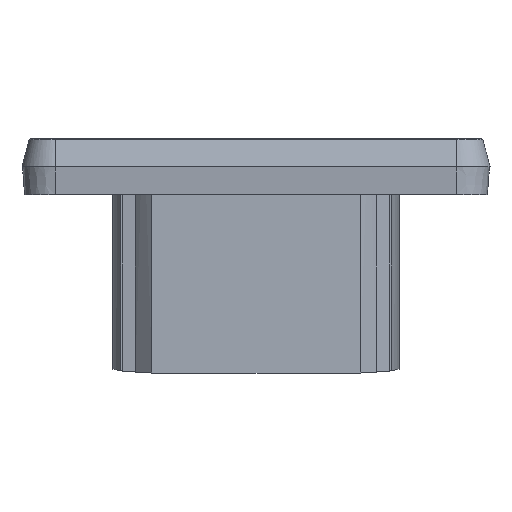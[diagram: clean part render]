
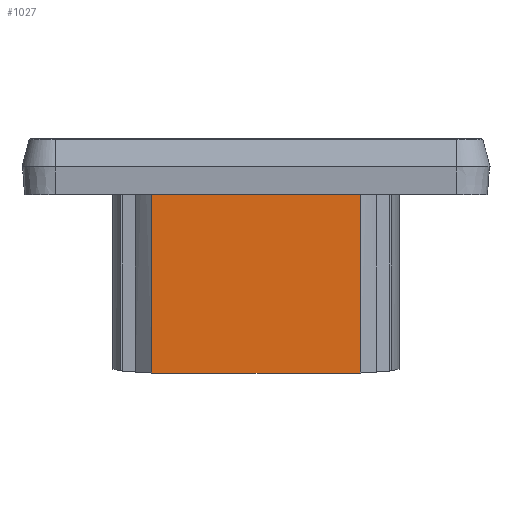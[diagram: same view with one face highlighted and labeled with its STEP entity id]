
A CAD part, front view. The second image highlights one B-rep face of the part: STEP entity #1027.
In plain terms, the highlighted planar face has unit normal (0, -1, 0).
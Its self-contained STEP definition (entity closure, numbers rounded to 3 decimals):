
#305 = VERTEX_POINT ( 'NONE', #3238 ) ;
#410 = LINE ( 'NONE', #5852, #7056 ) ;
#554 = CARTESIAN_POINT ( 'NONE',  ( -18.667, -21.8, -32.001 ) ) ;
#803 = VECTOR ( 'NONE', #4519, 1000. ) ;
#1027 = ADVANCED_FACE ( 'NONE', ( #10595 ), #1052, .T. ) ;
#1052 = PLANE ( 'NONE',  #10929 ) ;
#1116 = DIRECTION ( 'NONE',  ( 0., -1., 0. ) ) ;
#2523 = CARTESIAN_POINT ( 'NONE',  ( 18.667, -21.8, 0. ) ) ;
#2564 = VECTOR ( 'NONE', #10289, 1000. ) ;
#3238 = CARTESIAN_POINT ( 'NONE',  ( -18.667, -21.8, 0. ) ) ;
#3256 = ORIENTED_EDGE ( 'NONE', *, *, #7391, .F. ) ;
#3484 = CARTESIAN_POINT ( 'NONE',  ( -18.667, -21.8, 0. ) ) ;
#3675 = CARTESIAN_POINT ( 'NONE',  ( 18.667, -21.8, 0. ) ) ;
#4351 = CARTESIAN_POINT ( 'NONE',  ( 18.667, -21.8, -32.001 ) ) ;
#4519 = DIRECTION ( 'NONE',  ( -1., 0., 0. ) ) ;
#4655 = CARTESIAN_POINT ( 'NONE',  ( -18.667, -21.8, -32.001 ) ) ;
#4779 = DIRECTION ( 'NONE',  ( 0., 0., -1. ) ) ;
#5852 = CARTESIAN_POINT ( 'NONE',  ( -18.667, -21.8, 0. ) ) ;
#6551 = LINE ( 'NONE', #3675, #2564 ) ;
#6631 = EDGE_CURVE ( 'NONE', #9028, #305, #10829, .T. ) ;
#6892 = EDGE_CURVE ( 'NONE', #305, #9105, #410, .T. ) ;
#7056 = VECTOR ( 'NONE', #9591, 1000. ) ;
#7391 = EDGE_CURVE ( 'NONE', #9028, #10445, #6551, .T. ) ;
#8019 = LINE ( 'NONE', #554, #8730 ) ;
#8730 = VECTOR ( 'NONE', #10772, 1000. ) ;
#8866 = ORIENTED_EDGE ( 'NONE', *, *, #6631, .T. ) ;
#9028 = VERTEX_POINT ( 'NONE', #2523 ) ;
#9105 = VERTEX_POINT ( 'NONE', #4655 ) ;
#9571 = EDGE_LOOP ( 'NONE', ( #8866, #9824, #11606, #3256 ) ) ;
#9591 = DIRECTION ( 'NONE',  ( 0., 0., -1. ) ) ;
#9824 = ORIENTED_EDGE ( 'NONE', *, *, #6892, .T. ) ;
#10289 = DIRECTION ( 'NONE',  ( 0., 0., -1. ) ) ;
#10445 = VERTEX_POINT ( 'NONE', #4351 ) ;
#10538 = CARTESIAN_POINT ( 'NONE',  ( 18.667, -21.8, 0. ) ) ;
#10595 = FACE_OUTER_BOUND ( 'NONE', #9571, .T. ) ;
#10772 = DIRECTION ( 'NONE',  ( -1., 0., 0. ) ) ;
#10829 = LINE ( 'NONE', #3484, #803 ) ;
#10929 = AXIS2_PLACEMENT_3D ( 'NONE', #10538, #1116, #4779 ) ;
#11606 = ORIENTED_EDGE ( 'NONE', *, *, #12086, .F. ) ;
#12086 = EDGE_CURVE ( 'NONE', #10445, #9105, #8019, .T. ) ;
